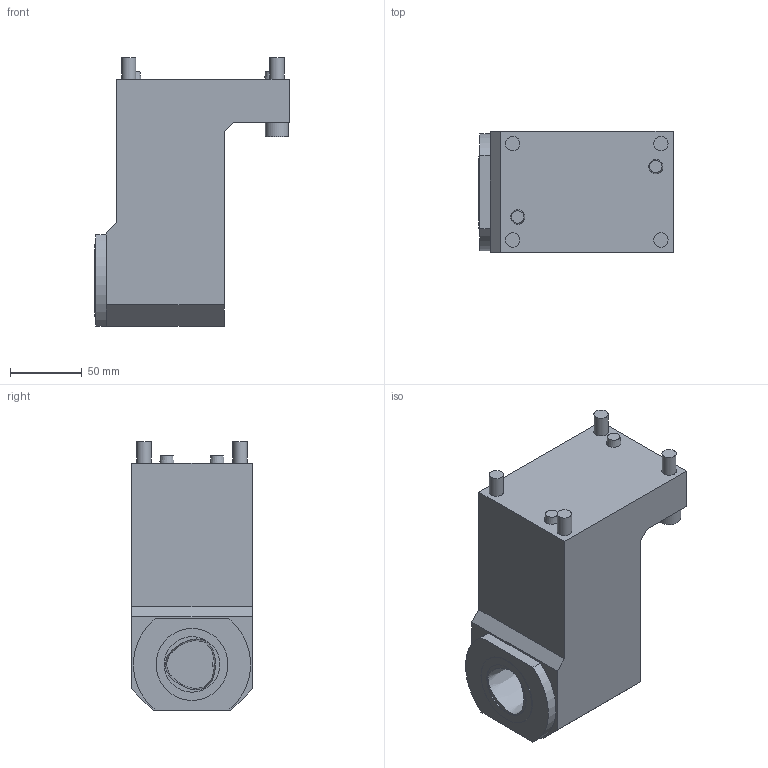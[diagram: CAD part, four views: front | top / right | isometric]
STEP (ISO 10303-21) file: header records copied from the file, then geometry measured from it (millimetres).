
FILE_DESCRIPTION(/* description */ (''),/* implementation_level */ '2;1');
FILE_NAME(/* name */ '1525336740660.stp',/* time_stamp */ '2018-05-03T14:09:22+06:00',/* author */ (''),/* organization */ ('SMS'),/* preprocessor_version */ 'ST-DEVELOPER v15',/* originating_system */ 'SIEMENS PLM Software NX 8.5',/* authorisation */ '');
FILE_SCHEMA (('AUTOMOTIVE_DESIGN { 1 0 10303 214 3 1 1 1 }'));
Length unit declared in the file: millimetre
Products named in the file (1): 201596377mod000_00
Bounding box: 135 x 84 x 187 mm (x, y, z)
Volume: 1237612.2 mm3; surface area: 85479.6 mm2
Topology: 1 solids, 1 shells, 42 faces, 91 edges, 67 vertices
Faces by surface type: plane 28, cylinder 11, cone 2, bspline 1
Full cylindrical faces by diameter (mm): 3 x1, 10 x4, 16 x2, 38.623 x1, 50 x1
Entity records: 1320 total; most frequent: CARTESIAN_POINT 397, DIRECTION 181, ORIENTED_EDGE 148, EDGE_CURVE 74, AXIS2_PLACEMENT_3D 70, EDGE_LOOP 67, VERTEX_POINT 59, FACE_BOUND 43
